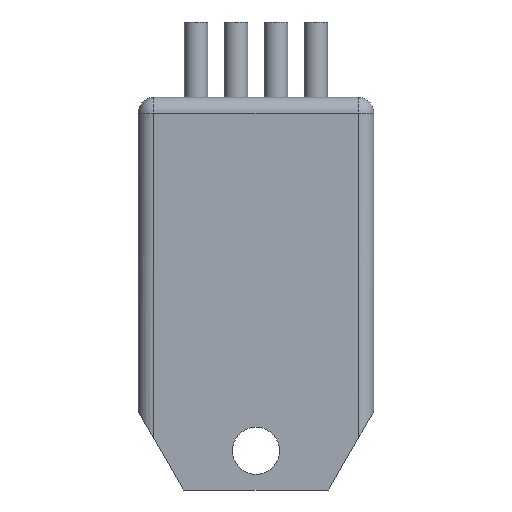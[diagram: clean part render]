
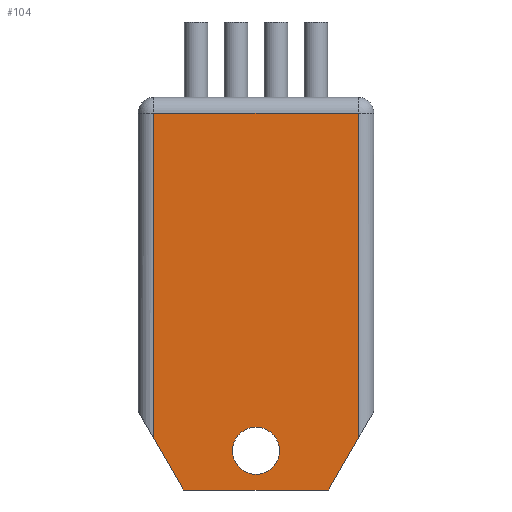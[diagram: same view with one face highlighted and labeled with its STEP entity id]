
A CAD part, front view. The second image highlights one B-rep face of the part: STEP entity #104.
In plain terms, the highlighted planar face has unit normal (0, -1, 0).
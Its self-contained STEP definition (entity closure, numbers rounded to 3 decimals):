
#27 = VECTOR ( 'NONE', #287, 1000. ) ;
#104 = ADVANCED_FACE ( 'NONE', ( #441, #688 ), #261, .F. ) ;
#142 = VERTEX_POINT ( 'NONE', #494 ) ;
#144 = CARTESIAN_POINT ( 'NONE',  ( 0., -0.2, 0. ) ) ;
#153 = DIRECTION ( 'NONE',  ( 0., 0., 1. ) ) ;
#156 = VERTEX_POINT ( 'NONE', #764 ) ;
#171 = DIRECTION ( 'NONE',  ( -1., 0., 0. ) ) ;
#180 = DIRECTION ( 'NONE',  ( 0., 1., 0. ) ) ;
#195 = CARTESIAN_POINT ( 'NONE',  ( -6.5, -0.2, -15.032 ) ) ;
#200 = EDGE_LOOP ( 'NONE', ( #384, #766, #326, #352, #1153, #390 ) ) ;
#236 = LINE ( 'NONE', #594, #637 ) ;
#257 = ORIENTED_EDGE ( 'NONE', *, *, #608, .T. ) ;
#261 = PLANE ( 'NONE',  #391 ) ;
#282 = EDGE_CURVE ( 'NONE', #142, #344, #302, .T. ) ;
#287 = DIRECTION ( 'NONE',  ( -1., 0., 0. ) ) ;
#299 = EDGE_CURVE ( 'NONE', #383, #142, #386, .T. ) ;
#302 = LINE ( 'NONE', #732, #480 ) ;
#325 = DIRECTION ( 'NONE',  ( 0., 0., -1. ) ) ;
#326 = ORIENTED_EDGE ( 'NONE', *, *, #282, .F. ) ;
#344 = VERTEX_POINT ( 'NONE', #195 ) ;
#352 = ORIENTED_EDGE ( 'NONE', *, *, #299, .F. ) ;
#383 = VERTEX_POINT ( 'NONE', #1099 ) ;
#384 = ORIENTED_EDGE ( 'NONE', *, *, #1080, .T. ) ;
#386 = LINE ( 'NONE', #1026, #27 ) ;
#390 = ORIENTED_EDGE ( 'NONE', *, *, #1180, .T. ) ;
#391 = AXIS2_PLACEMENT_3D ( 'NONE', #144, #1147, #153 ) ;
#393 = EDGE_CURVE ( 'NONE', #485, #344, #236, .T. ) ;
#441 = FACE_OUTER_BOUND ( 'NONE', #200, .T. ) ;
#480 = VECTOR ( 'NONE', #938, 1000. ) ;
#485 = VERTEX_POINT ( 'NONE', #868 ) ;
#490 = CARTESIAN_POINT ( 'NONE',  ( 6.5, -0.2, 6.7 ) ) ;
#494 = CARTESIAN_POINT ( 'NONE',  ( -4.613, -0.2, -18.3 ) ) ;
#511 = VECTOR ( 'NONE', #856, 1000. ) ;
#538 = DIRECTION ( 'NONE',  ( 0., 0., 1. ) ) ;
#590 = CARTESIAN_POINT ( 'NONE',  ( -7.5, -0.2, 5.7 ) ) ;
#594 = CARTESIAN_POINT ( 'NONE',  ( -6.5, -0.2, -13.3 ) ) ;
#607 = LINE ( 'NONE', #490, #511 ) ;
#608 = EDGE_CURVE ( 'NONE', #156, #156, #813, .T. ) ;
#634 = EDGE_LOOP ( 'NONE', ( #257 ) ) ;
#637 = VECTOR ( 'NONE', #325, 1000. ) ;
#641 = LINE ( 'NONE', #1119, #795 ) ;
#654 = DIRECTION ( 'NONE',  ( -0.5, 0., -0.866 ) ) ;
#671 = LINE ( 'NONE', #590, #1078 ) ;
#672 = AXIS2_PLACEMENT_3D ( 'NONE', #727, #180, #538 ) ;
#680 = VERTEX_POINT ( 'NONE', #1041 ) ;
#688 = FACE_BOUND ( 'NONE', #634, .T. ) ;
#727 = CARTESIAN_POINT ( 'NONE',  ( 0., -0.2, -15.8 ) ) ;
#732 = CARTESIAN_POINT ( 'NONE',  ( -7.5, -0.2, -13.3 ) ) ;
#764 = CARTESIAN_POINT ( 'NONE',  ( 0., -0.2, -14.3 ) ) ;
#766 = ORIENTED_EDGE ( 'NONE', *, *, #393, .T. ) ;
#795 = VECTOR ( 'NONE', #654, 1000. ) ;
#813 = CIRCLE ( 'NONE', #672, 1.5 ) ;
#824 = EDGE_CURVE ( 'NONE', #680, #383, #641, .T. ) ;
#856 = DIRECTION ( 'NONE',  ( 0., 0., 1. ) ) ;
#868 = CARTESIAN_POINT ( 'NONE',  ( -6.5, -0.2, 5.7 ) ) ;
#907 = VERTEX_POINT ( 'NONE', #1140 ) ;
#938 = DIRECTION ( 'NONE',  ( -0.5, 0., 0.866 ) ) ;
#1026 = CARTESIAN_POINT ( 'NONE',  ( -4.613, -0.2, -18.3 ) ) ;
#1041 = CARTESIAN_POINT ( 'NONE',  ( 6.5, -0.2, -15.032 ) ) ;
#1078 = VECTOR ( 'NONE', #171, 1000. ) ;
#1080 = EDGE_CURVE ( 'NONE', #907, #485, #671, .T. ) ;
#1099 = CARTESIAN_POINT ( 'NONE',  ( 4.613, -0.2, -18.3 ) ) ;
#1119 = CARTESIAN_POINT ( 'NONE',  ( 4.613, -0.2, -18.3 ) ) ;
#1140 = CARTESIAN_POINT ( 'NONE',  ( 6.5, -0.2, 5.7 ) ) ;
#1147 = DIRECTION ( 'NONE',  ( 0., 1., 0. ) ) ;
#1153 = ORIENTED_EDGE ( 'NONE', *, *, #824, .F. ) ;
#1180 = EDGE_CURVE ( 'NONE', #680, #907, #607, .T. ) ;
